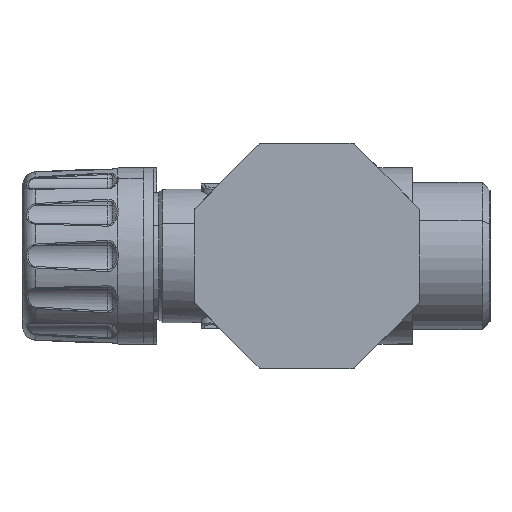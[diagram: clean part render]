
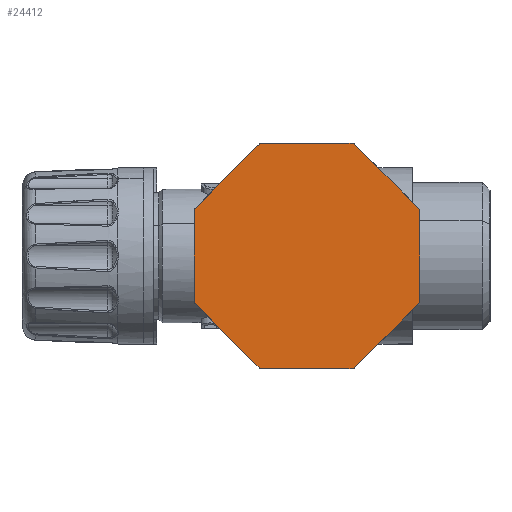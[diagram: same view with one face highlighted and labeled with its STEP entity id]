
A CAD part, left-side view. The second image highlights one B-rep face of the part: STEP entity #24412.
In plain terms, the highlighted planar face has unit normal (-1, 0, 0).
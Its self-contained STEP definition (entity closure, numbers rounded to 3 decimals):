
#18788=CARTESIAN_POINT('Vertex',(-29.,-6.774,15.854)) ;
#18804=CARTESIAN_POINT('Vertex',(-29.,-6.42,16.)) ;
#18807=CARTESIAN_POINT('Axis2P3D Location',(-29.,-6.42,15.5)) ;
#18828=CARTESIAN_POINT('Vertex',(-29.,6.774,-15.854)) ;
#18844=CARTESIAN_POINT('Vertex',(-29.,6.42,-16.)) ;
#18847=CARTESIAN_POINT('Axis2P3D Location',(-29.,6.42,-15.5)) ;
#18868=CARTESIAN_POINT('Vertex',(-29.,16.,-6.42)) ;
#18884=CARTESIAN_POINT('Vertex',(-29.,15.854,-6.774)) ;
#18887=CARTESIAN_POINT('Axis2P3D Location',(-29.,15.5,-6.42)) ;
#18910=CARTESIAN_POINT('Vertex',(-29.,6.42,16.)) ;
#18924=CARTESIAN_POINT('Vertex',(-29.,6.774,15.854)) ;
#18927=CARTESIAN_POINT('Axis2P3D Location',(-29.,6.42,15.5)) ;
#18948=CARTESIAN_POINT('Vertex',(-29.,15.854,6.774)) ;
#18964=CARTESIAN_POINT('Vertex',(-29.,16.,6.42)) ;
#18967=CARTESIAN_POINT('Axis2P3D Location',(-29.,15.5,6.42)) ;
#18988=CARTESIAN_POINT('Vertex',(-29.,-6.42,-16.)) ;
#19004=CARTESIAN_POINT('Vertex',(-29.,-6.774,-15.854)) ;
#19007=CARTESIAN_POINT('Axis2P3D Location',(-29.,-6.42,-15.5)) ;
#24216=CARTESIAN_POINT('Line Origine',(-29.,0.,16.)) ;
#24260=CARTESIAN_POINT('Vertex',(-29.,-15.854,6.774)) ;
#24282=CARTESIAN_POINT('Line Origine',(-29.,-11.314,11.314)) ;
#24335=CARTESIAN_POINT('Vertex',(-29.,-16.,6.42)) ;
#24338=CARTESIAN_POINT('Axis2P3D Location',(-29.,-15.5,6.42)) ;
#24350=CARTESIAN_POINT('Axis2P3D Location',(-29.,18.,0.)) ;
#24355=CARTESIAN_POINT('Line Origine',(-29.,11.314,11.314)) ;
#24360=CARTESIAN_POINT('Line Origine',(-29.,16.,0.)) ;
#24365=CARTESIAN_POINT('Line Origine',(-29.,11.314,-11.314)) ;
#24370=CARTESIAN_POINT('Line Origine',(-29.,0.,-16.)) ;
#24375=CARTESIAN_POINT('Line Origine',(-29.,-11.314,-11.314)) ;
#24379=CARTESIAN_POINT('Vertex',(-29.,-15.854,-6.774)) ;
#24382=CARTESIAN_POINT('Axis2P3D Location',(-29.,-15.5,-6.42)) ;
#24386=CARTESIAN_POINT('Vertex',(-29.,-16.,-6.42)) ;
#24389=CARTESIAN_POINT('Line Origine',(-29.,-16.,0.)) ;
#18808=DIRECTION('Axis2P3D Direction',(1.,0.,0.)) ;
#18848=DIRECTION('Axis2P3D Direction',(1.,0.,0.)) ;
#18888=DIRECTION('Axis2P3D Direction',(1.,0.,0.)) ;
#18928=DIRECTION('Axis2P3D Direction',(1.,0.,-0.)) ;
#18968=DIRECTION('Axis2P3D Direction',(1.,0.,-0.)) ;
#19008=DIRECTION('Axis2P3D Direction',(1.,0.,0.)) ;
#24217=DIRECTION('Vector Direction',(0.,-1.,0.)) ;
#24283=DIRECTION('Vector Direction',(0.,-0.707,-0.707)) ;
#24339=DIRECTION('Axis2P3D Direction',(1.,0.,0.)) ;
#24351=DIRECTION('Axis2P3D Direction',(1.,0.,0.)) ;
#24352=DIRECTION('Axis2P3D XDirection',(0.,1.,0.)) ;
#24356=DIRECTION('Vector Direction',(0.,-0.707,0.707)) ;
#24361=DIRECTION('Vector Direction',(0.,0.,1.)) ;
#24366=DIRECTION('Vector Direction',(0.,0.707,0.707)) ;
#24371=DIRECTION('Vector Direction',(0.,1.,0.)) ;
#24376=DIRECTION('Vector Direction',(0.,0.707,-0.707)) ;
#24383=DIRECTION('Axis2P3D Direction',(1.,0.,0.)) ;
#24390=DIRECTION('Vector Direction',(0.,0.,-1.)) ;
#18809=AXIS2_PLACEMENT_3D('Circle Axis2P3D',#18807,#18808,$) ;
#18849=AXIS2_PLACEMENT_3D('Circle Axis2P3D',#18847,#18848,$) ;
#18889=AXIS2_PLACEMENT_3D('Circle Axis2P3D',#18887,#18888,$) ;
#18929=AXIS2_PLACEMENT_3D('Circle Axis2P3D',#18927,#18928,$) ;
#18969=AXIS2_PLACEMENT_3D('Circle Axis2P3D',#18967,#18968,$) ;
#19009=AXIS2_PLACEMENT_3D('Circle Axis2P3D',#19007,#19008,$) ;
#24340=AXIS2_PLACEMENT_3D('Circle Axis2P3D',#24338,#24339,$) ;
#24353=AXIS2_PLACEMENT_3D('Plane Axis2P3D',#24350,#24351,#24352) ;
#24384=AXIS2_PLACEMENT_3D('Circle Axis2P3D',#24382,#24383,$) ;
#24395=ORIENTED_EDGE('',*,*,#24220,.F.) ;
#24396=ORIENTED_EDGE('',*,*,#18931,.T.) ;
#24397=ORIENTED_EDGE('',*,*,#24359,.F.) ;
#24398=ORIENTED_EDGE('',*,*,#18971,.T.) ;
#24399=ORIENTED_EDGE('',*,*,#24364,.F.) ;
#24400=ORIENTED_EDGE('',*,*,#18891,.T.) ;
#24401=ORIENTED_EDGE('',*,*,#24369,.F.) ;
#24402=ORIENTED_EDGE('',*,*,#18851,.T.) ;
#24403=ORIENTED_EDGE('',*,*,#24374,.F.) ;
#24404=ORIENTED_EDGE('',*,*,#19011,.T.) ;
#24405=ORIENTED_EDGE('',*,*,#24381,.F.) ;
#24406=ORIENTED_EDGE('',*,*,#24388,.T.) ;
#24407=ORIENTED_EDGE('',*,*,#24393,.F.) ;
#24408=ORIENTED_EDGE('',*,*,#24342,.T.) ;
#24409=ORIENTED_EDGE('',*,*,#24286,.F.) ;
#24410=ORIENTED_EDGE('',*,*,#18811,.T.) ;
#24218=VECTOR('Line Direction',#24217,1.) ;
#24284=VECTOR('Line Direction',#24283,1.) ;
#24357=VECTOR('Line Direction',#24356,1.) ;
#24362=VECTOR('Line Direction',#24361,1.) ;
#24367=VECTOR('Line Direction',#24366,1.) ;
#24372=VECTOR('Line Direction',#24371,1.) ;
#24377=VECTOR('Line Direction',#24376,1.) ;
#24391=VECTOR('Line Direction',#24390,1.) ;
#24412=ADVANCED_FACE('PartBody',(#24411),#24354,.F.) ;
#18810=CIRCLE('generated circle',#18809,0.5) ;
#18850=CIRCLE('generated circle',#18849,0.5) ;
#18890=CIRCLE('generated circle',#18889,0.5) ;
#18930=CIRCLE('generated circle',#18929,0.5) ;
#18970=CIRCLE('generated circle',#18969,0.5) ;
#19010=CIRCLE('generated circle',#19009,0.5) ;
#24341=CIRCLE('generated circle',#24340,0.5) ;
#24385=CIRCLE('generated circle',#24384,0.5) ;
#18811=EDGE_CURVE('',#18789,#18805,#18810,.F.) ;
#18851=EDGE_CURVE('',#18829,#18845,#18850,.F.) ;
#18891=EDGE_CURVE('',#18869,#18885,#18890,.F.) ;
#18931=EDGE_CURVE('',#18911,#18925,#18930,.F.) ;
#18971=EDGE_CURVE('',#18949,#18965,#18970,.F.) ;
#19011=EDGE_CURVE('',#18989,#19005,#19010,.F.) ;
#24220=EDGE_CURVE('',#18911,#18805,#24219,.T.) ;
#24286=EDGE_CURVE('',#18789,#24261,#24285,.T.) ;
#24342=EDGE_CURVE('',#24336,#24261,#24341,.F.) ;
#24359=EDGE_CURVE('',#18949,#18925,#24358,.T.) ;
#24364=EDGE_CURVE('',#18869,#18965,#24363,.T.) ;
#24369=EDGE_CURVE('',#18829,#18885,#24368,.T.) ;
#24374=EDGE_CURVE('',#18989,#18845,#24373,.T.) ;
#24381=EDGE_CURVE('',#24380,#19005,#24378,.T.) ;
#24388=EDGE_CURVE('',#24380,#24387,#24385,.F.) ;
#24393=EDGE_CURVE('',#24336,#24387,#24392,.T.) ;
#24394=EDGE_LOOP('',(#24395,#24396,#24397,#24398,#24399,#24400,#24401,#24402,#24403,#24404,#24405,#24406,#24407,#24408,#24409,#24410)) ;
#24411=FACE_OUTER_BOUND('',#24394,.T.) ;
#24219=LINE('Line',#24216,#24218) ;
#24285=LINE('Line',#24282,#24284) ;
#24358=LINE('Line',#24355,#24357) ;
#24363=LINE('Line',#24360,#24362) ;
#24368=LINE('Line',#24365,#24367) ;
#24373=LINE('Line',#24370,#24372) ;
#24378=LINE('Line',#24375,#24377) ;
#24392=LINE('Line',#24389,#24391) ;
#24354=PLANE('',#24353) ;
#18789=VERTEX_POINT('',#18788) ;
#18805=VERTEX_POINT('',#18804) ;
#18829=VERTEX_POINT('',#18828) ;
#18845=VERTEX_POINT('',#18844) ;
#18869=VERTEX_POINT('',#18868) ;
#18885=VERTEX_POINT('',#18884) ;
#18911=VERTEX_POINT('',#18910) ;
#18925=VERTEX_POINT('',#18924) ;
#18949=VERTEX_POINT('',#18948) ;
#18965=VERTEX_POINT('',#18964) ;
#18989=VERTEX_POINT('',#18988) ;
#19005=VERTEX_POINT('',#19004) ;
#24261=VERTEX_POINT('',#24260) ;
#24336=VERTEX_POINT('',#24335) ;
#24380=VERTEX_POINT('',#24379) ;
#24387=VERTEX_POINT('',#24386) ;
